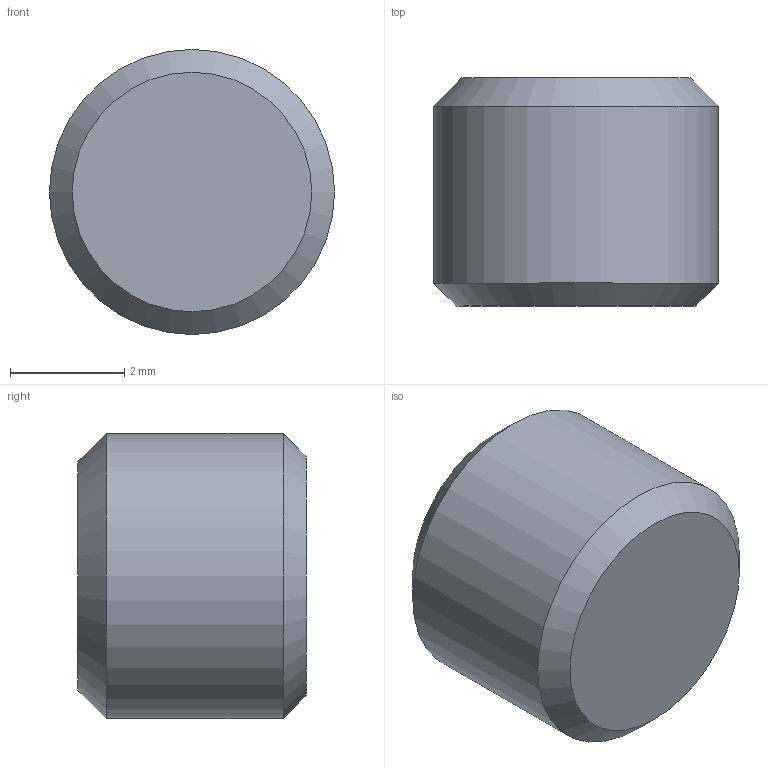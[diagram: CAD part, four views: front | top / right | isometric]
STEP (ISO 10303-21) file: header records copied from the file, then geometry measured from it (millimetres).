
FILE_DESCRIPTION (( 'STEP AP203' ), '1' );
FILE_NAME ('A.GST003.step', '2024-04-10T13:40:29', ( '' ), ( '' ), 'SwSTEP 2.0', 'SolidWorks 2022', '' );
FILE_SCHEMA (( 'CONFIG_CONTROL_DESIGN' ));
Length unit declared in the file: millimetre
Products named in the file (1): A.GST003
Bounding box: 5 x 4 x 5 mm (x, y, z)
Volume: 63.7 mm3; surface area: 110.4 mm2
Topology: 1 solids, 1 shells, 18 faces, 37 edges, 22 vertices
Faces by surface type: plane 9, cylinder 7, cone 2
Full cylindrical faces by diameter (mm): 5 x1
Entity records: 523 total; most frequent: CARTESIAN_POINT 93, DIRECTION 70, ORIENTED_EDGE 68, EDGE_CURVE 34, LINE 24, VECTOR 24, AXIS2_PLACEMENT_3D 23, VERTEX_POINT 22
